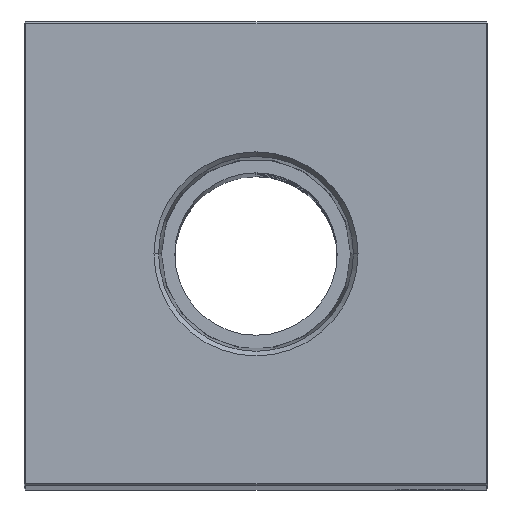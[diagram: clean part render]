
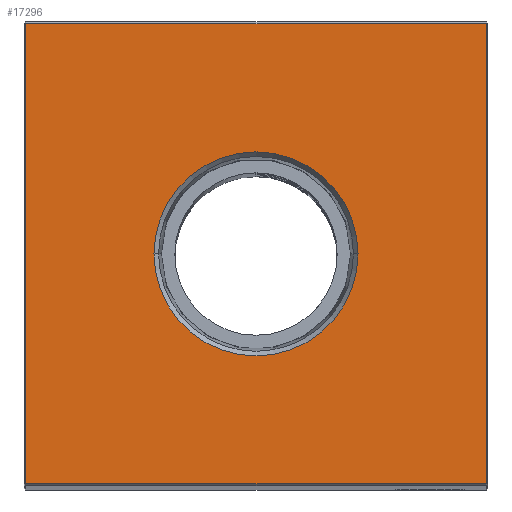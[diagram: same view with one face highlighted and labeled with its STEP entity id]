
A CAD part, top view. The second image highlights one B-rep face of the part: STEP entity #17296.
In plain terms, the highlighted planar face has unit normal (0, 0, 1).
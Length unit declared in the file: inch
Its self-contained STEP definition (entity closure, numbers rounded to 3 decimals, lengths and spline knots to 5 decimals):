
#43 = EDGE_CURVE ( 'NONE', #22183, #11961, #2616, .T. ) ;
#1165 = EDGE_LOOP ( 'NONE', ( #17148, #19573 ) ) ;
#1407 = CIRCLE ( 'NONE', #18389, 0.5499 ) ;
#2076 = CARTESIAN_POINT ( 'NONE',  ( 0., 1.24, 13. ) ) ;
#2616 = LINE ( 'NONE', #2076, #14823 ) ;
#2853 = CARTESIAN_POINT ( 'NONE',  ( -1.24, 1.24, 13. ) ) ;
#4125 = ORIENTED_EDGE ( 'NONE', *, *, #10205, .T. ) ;
#4219 = EDGE_LOOP ( 'NONE', ( #10576, #4125, #9262, #9965 ) ) ;
#4391 = CARTESIAN_POINT ( 'NONE',  ( 1.24, -1.24, 13. ) ) ;
#4461 = LINE ( 'NONE', #7041, #13626 ) ;
#5015 = AXIS2_PLACEMENT_3D ( 'NONE', #20778, #16542, #18459 ) ;
#6230 = AXIS2_PLACEMENT_3D ( 'NONE', #26518, #18876, #16026 ) ;
#6685 = DIRECTION ( 'NONE',  ( 0., 1., 0. ) ) ;
#7041 = CARTESIAN_POINT ( 'NONE',  ( -1.24, 0., 13. ) ) ;
#7102 = CIRCLE ( 'NONE', #6230, 0.5499 ) ;
#7386 = VECTOR ( 'NONE', #6685, 39.37008 ) ;
#7780 = EDGE_CURVE ( 'NONE', #11961, #23528, #4461, .T. ) ;
#8725 = LINE ( 'NONE', #25339, #7386 ) ;
#9262 = ORIENTED_EDGE ( 'NONE', *, *, #18884, .T. ) ;
#9756 = CARTESIAN_POINT ( 'NONE',  ( 0., 0., 13. ) ) ;
#9965 = ORIENTED_EDGE ( 'NONE', *, *, #43, .T. ) ;
#10183 = VERTEX_POINT ( 'NONE', #14649 ) ;
#10205 = EDGE_CURVE ( 'NONE', #23528, #18566, #19270, .T. ) ;
#10570 = CARTESIAN_POINT ( 'NONE',  ( -1.24, -1.24, 13. ) ) ;
#10576 = ORIENTED_EDGE ( 'NONE', *, *, #7780, .T. ) ;
#11961 = VERTEX_POINT ( 'NONE', #2853 ) ;
#12027 = CARTESIAN_POINT ( 'NONE',  ( -0.5499, 0., 13. ) ) ;
#12464 = FACE_OUTER_BOUND ( 'NONE', #4219, .T. ) ;
#12602 = CARTESIAN_POINT ( 'NONE',  ( 0., -1.24, 13. ) ) ;
#13626 = VECTOR ( 'NONE', #17377, 39.37008 ) ;
#14649 = CARTESIAN_POINT ( 'NONE',  ( 0.5499, 0., 13. ) ) ;
#14823 = VECTOR ( 'NONE', #25374, 39.37008 ) ;
#15734 = DIRECTION ( 'NONE',  ( 0., 0., 1. ) ) ;
#16026 = DIRECTION ( 'NONE',  ( 1., 0., 0. ) ) ;
#16121 = PLANE ( 'NONE',  #5015 ) ;
#16542 = DIRECTION ( 'NONE',  ( 0., 0., -1. ) ) ;
#17148 = ORIENTED_EDGE ( 'NONE', *, *, #22177, .F. ) ;
#17296 = ADVANCED_FACE ( 'NONE', ( #12464, #18866 ), #16121, .F. ) ;
#17377 = DIRECTION ( 'NONE',  ( 0., -1., 0. ) ) ;
#17776 = DIRECTION ( 'NONE',  ( 1., 0., 0. ) ) ;
#18389 = AXIS2_PLACEMENT_3D ( 'NONE', #9756, #15734, #17776 ) ;
#18459 = DIRECTION ( 'NONE',  ( -1., 0., 0. ) ) ;
#18566 = VERTEX_POINT ( 'NONE', #4391 ) ;
#18866 = FACE_BOUND ( 'NONE', #1165, .T. ) ;
#18876 = DIRECTION ( 'NONE',  ( 0., 0., 1. ) ) ;
#18884 = EDGE_CURVE ( 'NONE', #18566, #22183, #8725, .T. ) ;
#19270 = LINE ( 'NONE', #12602, #22827 ) ;
#19573 = ORIENTED_EDGE ( 'NONE', *, *, #20732, .F. ) ;
#19906 = VERTEX_POINT ( 'NONE', #12027 ) ;
#20732 = EDGE_CURVE ( 'NONE', #19906, #10183, #1407, .T. ) ;
#20778 = CARTESIAN_POINT ( 'NONE',  ( 0., 0., 13. ) ) ;
#20914 = DIRECTION ( 'NONE',  ( 1., 0., 0. ) ) ;
#22177 = EDGE_CURVE ( 'NONE', #10183, #19906, #7102, .T. ) ;
#22183 = VERTEX_POINT ( 'NONE', #25019 ) ;
#22827 = VECTOR ( 'NONE', #20914, 39.37008 ) ;
#23528 = VERTEX_POINT ( 'NONE', #10570 ) ;
#25019 = CARTESIAN_POINT ( 'NONE',  ( 1.24, 1.24, 13. ) ) ;
#25339 = CARTESIAN_POINT ( 'NONE',  ( 1.24, 0., 13. ) ) ;
#25374 = DIRECTION ( 'NONE',  ( -1., 0., 0. ) ) ;
#26518 = CARTESIAN_POINT ( 'NONE',  ( 0., 0., 13. ) ) ;
